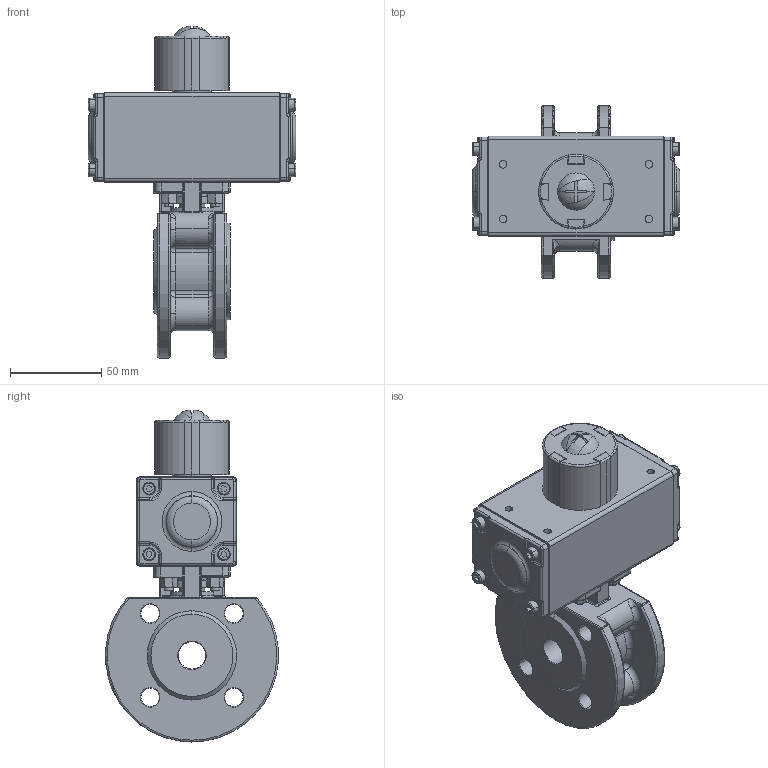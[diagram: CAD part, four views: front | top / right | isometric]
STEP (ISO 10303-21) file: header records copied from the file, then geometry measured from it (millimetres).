
FILE_DESCRIPTION(('HOOPS Exchange Step'),'2;1');
FILE_NAME('PK0600_DN15.stp','2025-05-09T11:37:17+02:00',('nieru'),('Unknown organisation'),'HOOPS Exchange 2024.2','HOOPS Exchange','Unknown authorisation');
FILE_SCHEMA( ('AP203_CONFIGURATION_CONTROLLED_3D_DESIGN_OF_MECHANICAL_PARTS_AND_ASSEMBLIES_MIM_LF') );
Length unit declared in the file: millimetre
Products named in the file (5): 0; root
Assembly tree (4 placements, depth 3):
  root
    0
      0
      0
      0
Bounding box: 114 x 94.73 x 182.15 mm (x, y, z)
Volume: 407051.2 mm3; surface area: 116163.2 mm2
Topology: 29 solids, 29 shells, 1471 faces, 3587 edges, 2149 vertices
Faces by surface type: cylinder 517, plane 448, torus 165, cone 147, bspline 132, sphere 62
Full cylindrical faces by diameter (mm): 4.5 x8, 13.97 x1, 15 x1
Entity records: 64155 total; most frequent: CARTESIAN_POINT 30568, ORIENTED_EDGE 7032, DIRECTION 6932, EDGE_CURVE 3516, AXIS2_PLACEMENT_3D 2703, VERTEX_POINT 2149, EDGE_LOOP 1587, FACE_BOUND 1587
